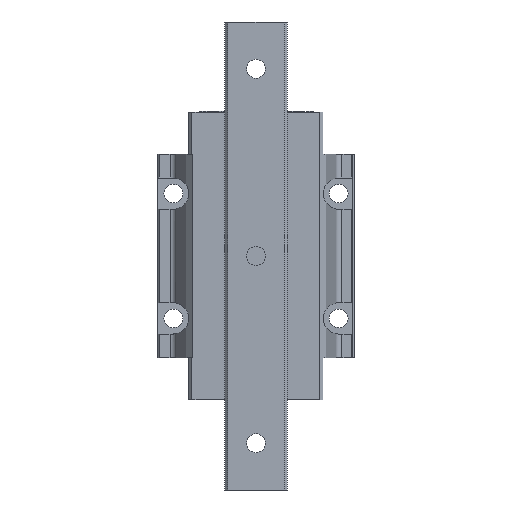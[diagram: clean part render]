
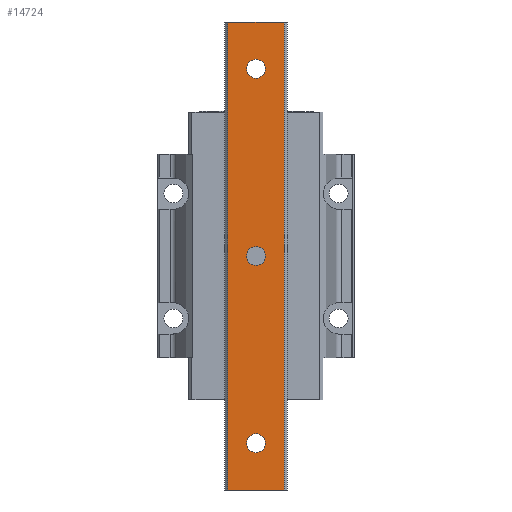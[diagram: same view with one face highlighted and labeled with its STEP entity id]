
A CAD part, front view. The second image highlights one B-rep face of the part: STEP entity #14724.
In plain terms, the highlighted planar face has unit normal (0, -1, 0).
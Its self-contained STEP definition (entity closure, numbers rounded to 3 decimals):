
#13506=DIRECTION('',(1.,0.,0.));
#13507=VECTOR('',#13506,18.);
#13508=CARTESIAN_POINT('',(-9.,-17.5,-75.));
#13509=LINE('',#13508,#13507);
#13664=DIRECTION('',(0.,0.,1.));
#13665=VECTOR('',#13664,150.);
#13666=CARTESIAN_POINT('',(9.,-17.5,-75.));
#13667=LINE('',#13666,#13665);
#13668=DIRECTION('',(0.,0.,1.));
#13669=VECTOR('',#13668,150.);
#13670=CARTESIAN_POINT('',(-9.,-17.5,-75.));
#13671=LINE('',#13670,#13669);
#13672=CARTESIAN_POINT('',(0.,-17.5,0.));
#13673=DIRECTION('',(0.,1.,0.));
#13674=DIRECTION('',(-1.,0.,0.));
#13675=AXIS2_PLACEMENT_3D('',#13672,#13673,#13674);
#13677=CARTESIAN_POINT('',(0.,-17.5,0.));
#13678=DIRECTION('',(0.,1.,0.));
#13679=DIRECTION('',(1.,0.,0.));
#13680=AXIS2_PLACEMENT_3D('',#13677,#13678,#13679);
#13682=CARTESIAN_POINT('',(0.,-17.5,60.));
#13683=DIRECTION('',(0.,1.,0.));
#13684=DIRECTION('',(-1.,0.,0.));
#13685=AXIS2_PLACEMENT_3D('',#13682,#13683,#13684);
#13687=CARTESIAN_POINT('',(0.,-17.5,60.));
#13688=DIRECTION('',(0.,1.,0.));
#13689=DIRECTION('',(1.,0.,0.));
#13690=AXIS2_PLACEMENT_3D('',#13687,#13688,#13689);
#13692=CARTESIAN_POINT('',(0.,-17.5,-60.));
#13693=DIRECTION('',(0.,1.,0.));
#13694=DIRECTION('',(-1.,0.,0.));
#13695=AXIS2_PLACEMENT_3D('',#13692,#13693,#13694);
#13697=CARTESIAN_POINT('',(0.,-17.5,-60.));
#13698=DIRECTION('',(0.,1.,0.));
#13699=DIRECTION('',(1.,0.,0.));
#13700=AXIS2_PLACEMENT_3D('',#13697,#13698,#13699);
#13907=DIRECTION('',(1.,0.,0.));
#13908=VECTOR('',#13907,18.);
#13909=CARTESIAN_POINT('',(-9.,-17.5,75.));
#13910=LINE('',#13909,#13908);
#14164=CARTESIAN_POINT('',(-9.,-17.5,-75.));
#14165=VERTEX_POINT('',#14164);
#14166=CARTESIAN_POINT('',(9.,-17.5,-75.));
#14167=VERTEX_POINT('',#14166);
#14248=CARTESIAN_POINT('',(-9.,-17.5,75.));
#14249=VERTEX_POINT('',#14248);
#14250=CARTESIAN_POINT('',(9.,-17.5,75.));
#14251=VERTEX_POINT('',#14250);
#14286=CARTESIAN_POINT('',(-3.,-17.5,0.));
#14287=CARTESIAN_POINT('',(3.,-17.5,0.));
#14288=VERTEX_POINT('',#14286);
#14289=VERTEX_POINT('',#14287);
#14290=CARTESIAN_POINT('',(-3.,-17.5,60.));
#14291=CARTESIAN_POINT('',(3.,-17.5,60.));
#14292=VERTEX_POINT('',#14290);
#14293=VERTEX_POINT('',#14291);
#14294=CARTESIAN_POINT('',(-3.,-17.5,-60.));
#14295=CARTESIAN_POINT('',(3.,-17.5,-60.));
#14296=VERTEX_POINT('',#14294);
#14297=VERTEX_POINT('',#14295);
#14693=CARTESIAN_POINT('',(-9.,-17.5,-75.));
#14694=DIRECTION('',(0.,-1.,0.));
#14695=DIRECTION('',(1.,0.,0.));
#14696=AXIS2_PLACEMENT_3D('',#14693,#14694,#14695);
#14697=PLANE('',#14696);
#14698=ORIENTED_EDGE('',*,*,#14385,.F.);
#14700=ORIENTED_EDGE('',*,*,#14699,.T.);
#14702=ORIENTED_EDGE('',*,*,#14701,.T.);
#14703=ORIENTED_EDGE('',*,*,#14685,.F.);
#14704=EDGE_LOOP('',(#14698,#14700,#14702,#14703));
#14705=FACE_OUTER_BOUND('',#14704,.F.);
#14707=ORIENTED_EDGE('',*,*,#14706,.F.);
#14709=ORIENTED_EDGE('',*,*,#14708,.F.);
#14710=EDGE_LOOP('',(#14707,#14709));
#14711=FACE_BOUND('',#14710,.F.);
#14713=ORIENTED_EDGE('',*,*,#14712,.F.);
#14715=ORIENTED_EDGE('',*,*,#14714,.F.);
#14716=EDGE_LOOP('',(#14713,#14715));
#14717=FACE_BOUND('',#14716,.F.);
#14719=ORIENTED_EDGE('',*,*,#14718,.F.);
#14721=ORIENTED_EDGE('',*,*,#14720,.F.);
#14722=EDGE_LOOP('',(#14719,#14721));
#14723=FACE_BOUND('',#14722,.F.);
#14724=ADVANCED_FACE('',(#14705,#14711,#14717,#14723),#14697,.T.);
#13676=CIRCLE('',#13675,3.);
#13681=CIRCLE('',#13680,3.);
#13686=CIRCLE('',#13685,3.);
#13691=CIRCLE('',#13690,3.);
#13696=CIRCLE('',#13695,3.);
#13701=CIRCLE('',#13700,3.);
#14385=EDGE_CURVE('',#14165,#14167,#13509,.T.);
#14685=EDGE_CURVE('',#14167,#14251,#13667,.T.);
#14699=EDGE_CURVE('',#14165,#14249,#13671,.T.);
#14701=EDGE_CURVE('',#14249,#14251,#13910,.T.);
#14706=EDGE_CURVE('',#14288,#14289,#13676,.T.);
#14708=EDGE_CURVE('',#14289,#14288,#13681,.T.);
#14712=EDGE_CURVE('',#14292,#14293,#13686,.T.);
#14714=EDGE_CURVE('',#14293,#14292,#13691,.T.);
#14718=EDGE_CURVE('',#14296,#14297,#13696,.T.);
#14720=EDGE_CURVE('',#14297,#14296,#13701,.T.);
